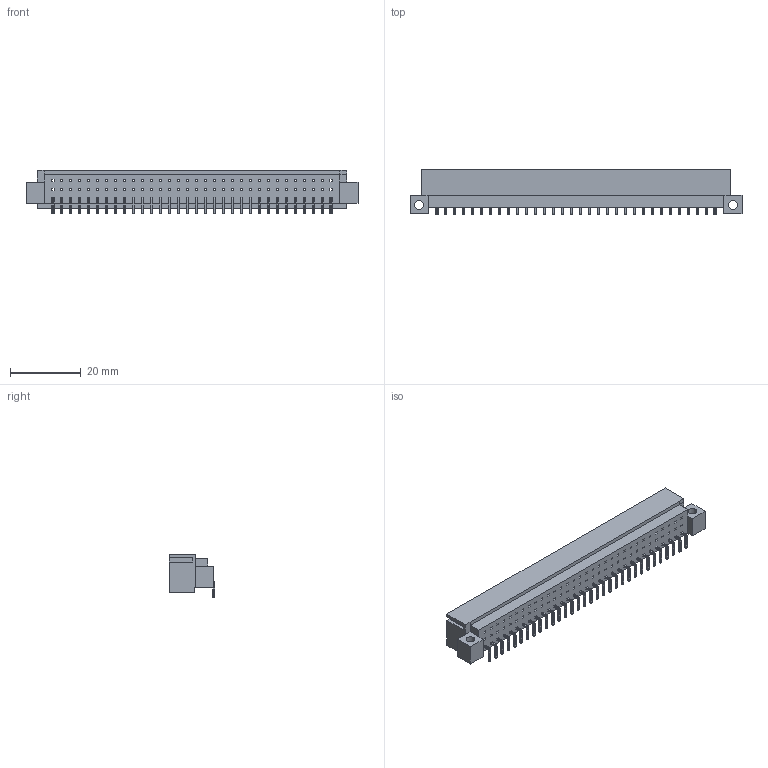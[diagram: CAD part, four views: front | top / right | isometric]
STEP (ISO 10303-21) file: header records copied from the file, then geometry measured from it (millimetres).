
FILE_DESCRIPTION(('FreeCAD Model'),'2;1');
FILE_NAME('Open CASCADE Shape Model','2023-12-28T03:38:17',( 'kicad StepUp'),('ksu MCAD'),'Open CASCADE STEP processor 7.7', 'FreeCAD','Unknown');
FILE_SCHEMA(('AUTOMOTIVE_DESIGN { 1 0 10303 214 1 1 1 1 }'));
Length unit declared in the file: millimetre
Products named in the file (1): DIN41612_C_1xN_Male_Horizontal_THT
Bounding box: 94 x 12.99 x 12.22 mm (x, y, z)
Volume: 4909.9 mm3; surface area: 7584.9 mm2
Topology: 33 solids, 33 shells, 1548 faces, 3540 edges, 2059 vertices
Faces by surface type: plane 1354, cone 128, cylinder 66
Full cylindrical faces by diameter (mm): 2.5 x2
Entity records: 30009 total; most frequent: ORIENTED_EDGE 5801, CARTESIAN_POINT 4697, EDGE_CURVE 3540, LINE 3265, VERTEX_POINT 2059, AXIS2_PLACEMENT_3D 1775, FACE_BOUND 1745, EDGE_LOOP 1745
